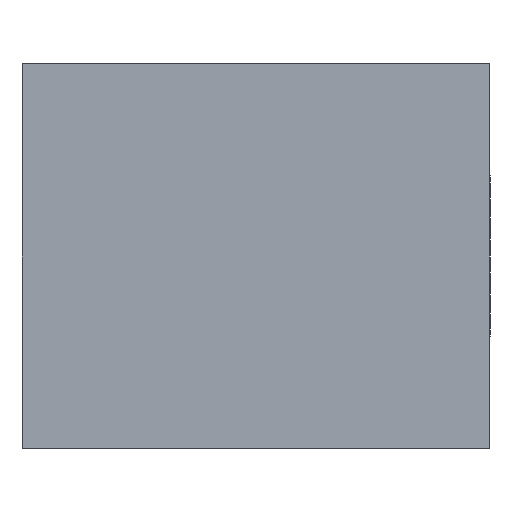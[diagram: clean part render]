
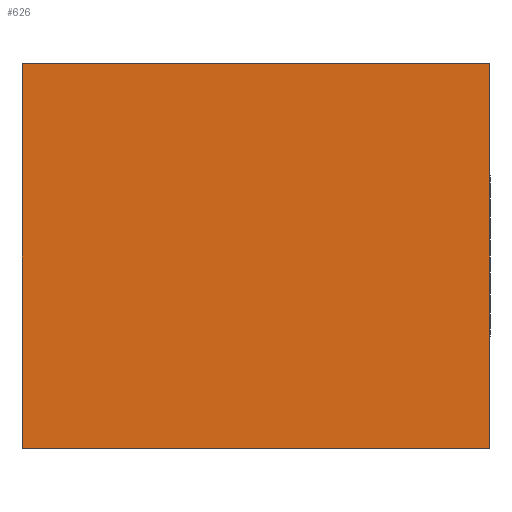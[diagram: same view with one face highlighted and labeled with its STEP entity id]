
A CAD part, left-side view. The second image highlights one B-rep face of the part: STEP entity #626.
In plain terms, the highlighted planar face has unit normal (-1, 0, 0).
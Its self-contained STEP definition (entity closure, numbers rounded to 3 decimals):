
#28 = CARTESIAN_POINT ( 'NONE',  ( -27., 2.25, 6. ) ) ;
#57 = VERTEX_POINT ( 'NONE', #1049 ) ;
#106 = VECTOR ( 'NONE', #624, 1000. ) ;
#115 = LINE ( 'NONE', #28, #621 ) ;
#148 = CARTESIAN_POINT ( 'NONE',  ( -27., 2.25, 0. ) ) ;
#258 = VERTEX_POINT ( 'NONE', #958 ) ;
#268 = CARTESIAN_POINT ( 'NONE',  ( -27., -5.05, 0. ) ) ;
#276 = DIRECTION ( 'NONE',  ( 0., 0., -1. ) ) ;
#285 = LINE ( 'NONE', #797, #440 ) ;
#296 = AXIS2_PLACEMENT_3D ( 'NONE', #436, #938, #772 ) ;
#311 = ORIENTED_EDGE ( 'NONE', *, *, #704, .F. ) ;
#348 = CARTESIAN_POINT ( 'NONE',  ( -27., -5.05, 6. ) ) ;
#388 = EDGE_CURVE ( 'NONE', #258, #997, #285, .T. ) ;
#389 = LINE ( 'NONE', #148, #677 ) ;
#398 = VERTEX_POINT ( 'NONE', #955 ) ;
#436 = CARTESIAN_POINT ( 'NONE',  ( -27., 2.25, 6. ) ) ;
#440 = VECTOR ( 'NONE', #555, 1000. ) ;
#480 = DIRECTION ( 'NONE',  ( 0., -1., 0. ) ) ;
#555 = DIRECTION ( 'NONE',  ( 0., -1., 0. ) ) ;
#621 = VECTOR ( 'NONE', #276, 1000. ) ;
#624 = DIRECTION ( 'NONE',  ( 0., 0., -1. ) ) ;
#626 = ADVANCED_FACE ( 'NONE', ( #767 ), #1011, .F. ) ;
#677 = VECTOR ( 'NONE', #480, 1000. ) ;
#704 = EDGE_CURVE ( 'NONE', #997, #57, #848, .T. ) ;
#742 = EDGE_CURVE ( 'NONE', #258, #398, #115, .T. ) ;
#754 = EDGE_LOOP ( 'NONE', ( #765, #311, #940, #1063 ) ) ;
#765 = ORIENTED_EDGE ( 'NONE', *, *, #847, .T. ) ;
#767 = FACE_OUTER_BOUND ( 'NONE', #754, .T. ) ;
#772 = DIRECTION ( 'NONE',  ( 0., 0., -1. ) ) ;
#797 = CARTESIAN_POINT ( 'NONE',  ( -27., 2.25, 6. ) ) ;
#847 = EDGE_CURVE ( 'NONE', #398, #57, #389, .T. ) ;
#848 = LINE ( 'NONE', #268, #106 ) ;
#938 = DIRECTION ( 'NONE',  ( 1., 0., 0. ) ) ;
#940 = ORIENTED_EDGE ( 'NONE', *, *, #388, .F. ) ;
#955 = CARTESIAN_POINT ( 'NONE',  ( -27., 2.25, 0. ) ) ;
#958 = CARTESIAN_POINT ( 'NONE',  ( -27., 2.25, 6. ) ) ;
#997 = VERTEX_POINT ( 'NONE', #348 ) ;
#1011 = PLANE ( 'NONE',  #296 ) ;
#1049 = CARTESIAN_POINT ( 'NONE',  ( -27., -5.05, 0. ) ) ;
#1063 = ORIENTED_EDGE ( 'NONE', *, *, #742, .T. ) ;
